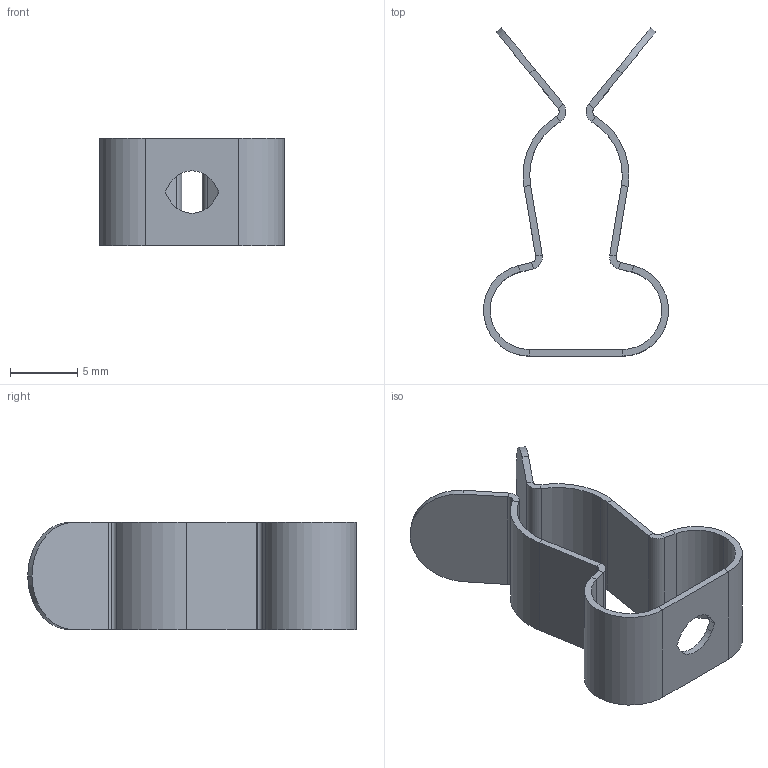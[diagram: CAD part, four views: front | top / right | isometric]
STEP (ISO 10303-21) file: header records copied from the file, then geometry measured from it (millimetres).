
FILE_DESCRIPTION (( 'STEP AP214' ), '1' );
FILE_NAME ('17974_0_SABK16.STEP', '2015-05-05T12:23:17', ( 'Windows-Benutzer' ), ( '' ), 'SwSTEP 2.0', 'SolidWorks 2015', '' );
FILE_SCHEMA (( 'AUTOMOTIVE_DESIGN' ));
Length unit declared in the file: millimetre
Products named in the file (1): 17974_0_SABK16
Bounding box: 13.8 x 24.5 x 8 mm (x, y, z)
Volume: 262.5 mm3; surface area: 1128.5 mm2
Topology: 1 solids, 1 shells, 79 faces, 175 edges, 98 vertices
Faces by surface type: plane 48, cylinder 31
Entity records: 2161 total; most frequent: DIRECTION 397, CARTESIAN_POINT 353, ORIENTED_EDGE 350, EDGE_CURVE 175, AXIS2_PLACEMENT_3D 142, VECTOR 113, LINE 113, VERTEX_POINT 98
